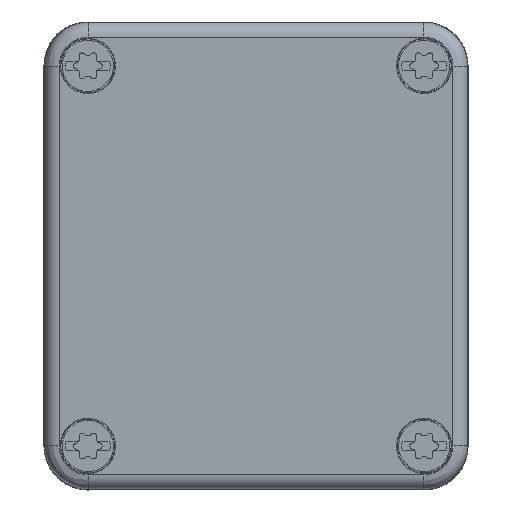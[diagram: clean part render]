
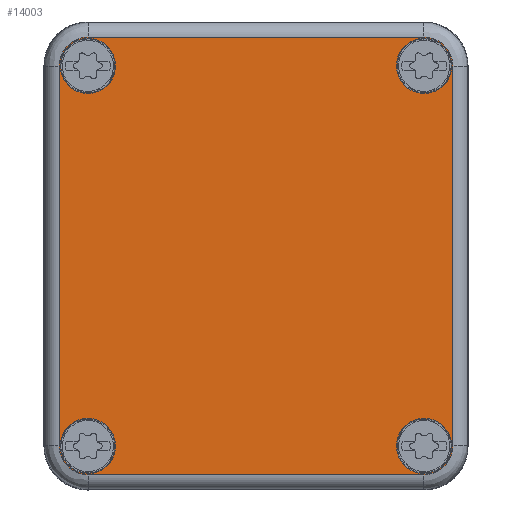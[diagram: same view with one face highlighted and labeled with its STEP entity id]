
A CAD part, top view. The second image highlights one B-rep face of the part: STEP entity #14003.
In plain terms, the highlighted planar face has unit normal (0, 0, 1).
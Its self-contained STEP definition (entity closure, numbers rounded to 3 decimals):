
#13899=AXIS2_PLACEMENT_3D('Plane Axis2P3D',#13896,#13897,#13898) ;
#13933=AXIS2_PLACEMENT_3D('Circle Axis2P3D',#13931,#13932,$) ;
#13942=AXIS2_PLACEMENT_3D('Circle Axis2P3D',#13940,#13941,$) ;
#13951=AXIS2_PLACEMENT_3D('Circle Axis2P3D',#13949,#13950,$) ;
#13960=AXIS2_PLACEMENT_3D('Circle Axis2P3D',#13958,#13959,$) ;
#13969=AXIS2_PLACEMENT_3D('Circle Axis2P3D',#13967,#13968,$) ;
#13978=AXIS2_PLACEMENT_3D('Circle Axis2P3D',#13976,#13977,$) ;
#13987=AXIS2_PLACEMENT_3D('Circle Axis2P3D',#13985,#13986,$) ;
#13996=AXIS2_PLACEMENT_3D('Circle Axis2P3D',#13994,#13995,$) ;
#13259=CARTESIAN_POINT('Vertex',(51.93,2.07,34.)) ;
#13272=CARTESIAN_POINT('Vertex',(55.93,6.07,34.)) ;
#13276=CARTESIAN_POINT('Control Point',(55.93,6.07,34.)) ;
#13277=CARTESIAN_POINT('Control Point',(55.93,5.185,34.)) ;
#13278=CARTESIAN_POINT('Control Point',(55.686,4.301,34.)) ;
#13279=CARTESIAN_POINT('Control Point',(55.196,3.507,34.)) ;
#13280=CARTESIAN_POINT('Control Point',(54.228,2.633,34.)) ;
#13281=CARTESIAN_POINT('Control Point',(53.04,2.2,34.)) ;
#13282=CARTESIAN_POINT('Control Point',(52.675,2.113,34.)) ;
#13283=CARTESIAN_POINT('Control Point',(52.303,2.07,34.)) ;
#13284=CARTESIAN_POINT('Control Point',(51.93,2.07,34.)) ;
#13386=CARTESIAN_POINT('Vertex',(2.07,6.07,34.)) ;
#13399=CARTESIAN_POINT('Vertex',(6.07,2.07,34.)) ;
#13403=CARTESIAN_POINT('Control Point',(6.07,2.07,34.)) ;
#13404=CARTESIAN_POINT('Control Point',(5.185,2.07,34.)) ;
#13405=CARTESIAN_POINT('Control Point',(4.301,2.314,34.)) ;
#13406=CARTESIAN_POINT('Control Point',(3.507,2.804,34.)) ;
#13407=CARTESIAN_POINT('Control Point',(2.633,3.772,34.)) ;
#13408=CARTESIAN_POINT('Control Point',(2.2,4.96,34.)) ;
#13409=CARTESIAN_POINT('Control Point',(2.113,5.325,34.)) ;
#13410=CARTESIAN_POINT('Control Point',(2.07,5.697,34.)) ;
#13411=CARTESIAN_POINT('Control Point',(2.07,6.07,34.)) ;
#13513=CARTESIAN_POINT('Vertex',(6.07,61.93,34.)) ;
#13526=CARTESIAN_POINT('Vertex',(2.07,57.93,34.)) ;
#13530=CARTESIAN_POINT('Control Point',(2.07,57.93,34.)) ;
#13531=CARTESIAN_POINT('Control Point',(2.07,58.815,34.)) ;
#13532=CARTESIAN_POINT('Control Point',(2.314,59.699,34.)) ;
#13533=CARTESIAN_POINT('Control Point',(2.804,60.493,34.)) ;
#13534=CARTESIAN_POINT('Control Point',(3.772,61.367,34.)) ;
#13535=CARTESIAN_POINT('Control Point',(4.96,61.8,34.)) ;
#13536=CARTESIAN_POINT('Control Point',(5.325,61.887,34.)) ;
#13537=CARTESIAN_POINT('Control Point',(5.697,61.93,34.)) ;
#13538=CARTESIAN_POINT('Control Point',(6.07,61.93,34.)) ;
#13640=CARTESIAN_POINT('Vertex',(55.93,57.93,34.)) ;
#13653=CARTESIAN_POINT('Vertex',(51.93,61.93,34.)) ;
#13657=CARTESIAN_POINT('Control Point',(51.93,61.93,34.)) ;
#13658=CARTESIAN_POINT('Control Point',(52.815,61.93,34.)) ;
#13659=CARTESIAN_POINT('Control Point',(53.699,61.686,34.)) ;
#13660=CARTESIAN_POINT('Control Point',(54.493,61.196,34.)) ;
#13661=CARTESIAN_POINT('Control Point',(55.367,60.228,34.)) ;
#13662=CARTESIAN_POINT('Control Point',(55.8,59.04,34.)) ;
#13663=CARTESIAN_POINT('Control Point',(55.887,58.675,34.)) ;
#13664=CARTESIAN_POINT('Control Point',(55.93,58.303,34.)) ;
#13665=CARTESIAN_POINT('Control Point',(55.93,57.93,34.)) ;
#13896=CARTESIAN_POINT('Axis2P3D Location',(29.,32.,34.)) ;
#13901=CARTESIAN_POINT('Line Origine',(29.,2.07,34.)) ;
#13906=CARTESIAN_POINT('Line Origine',(55.93,32.,34.)) ;
#13911=CARTESIAN_POINT('Line Origine',(29.,61.93,34.)) ;
#13916=CARTESIAN_POINT('Line Origine',(2.07,32.,34.)) ;
#13931=CARTESIAN_POINT('Axis2P3D Location',(52.,58.,34.)) ;
#13935=CARTESIAN_POINT('Vertex',(50.187,54.682,34.)) ;
#13937=CARTESIAN_POINT('Vertex',(53.813,61.318,34.)) ;
#13940=CARTESIAN_POINT('Axis2P3D Location',(52.,58.,34.)) ;
#13949=CARTESIAN_POINT('Axis2P3D Location',(52.,6.,34.)) ;
#13953=CARTESIAN_POINT('Vertex',(53.813,9.318,34.)) ;
#13955=CARTESIAN_POINT('Vertex',(50.187,2.682,34.)) ;
#13958=CARTESIAN_POINT('Axis2P3D Location',(52.,6.,34.)) ;
#13967=CARTESIAN_POINT('Axis2P3D Location',(6.,58.,34.)) ;
#13971=CARTESIAN_POINT('Vertex',(7.813,61.318,34.)) ;
#13973=CARTESIAN_POINT('Vertex',(4.187,54.682,34.)) ;
#13976=CARTESIAN_POINT('Axis2P3D Location',(6.,58.,34.)) ;
#13985=CARTESIAN_POINT('Axis2P3D Location',(6.,6.,34.)) ;
#13989=CARTESIAN_POINT('Vertex',(7.813,9.318,34.)) ;
#13991=CARTESIAN_POINT('Vertex',(4.187,2.682,34.)) ;
#13994=CARTESIAN_POINT('Axis2P3D Location',(6.,6.,34.)) ;
#13897=DIRECTION('Axis2P3D Direction',(0.,0.,1.)) ;
#13898=DIRECTION('Axis2P3D XDirection',(1.,0.,0.)) ;
#13902=DIRECTION('Vector Direction',(1.,0.,0.)) ;
#13907=DIRECTION('Vector Direction',(0.,-1.,0.)) ;
#13912=DIRECTION('Vector Direction',(1.,0.,0.)) ;
#13917=DIRECTION('Vector Direction',(0.,-1.,0.)) ;
#13932=DIRECTION('Axis2P3D Direction',(0.,0.,1.)) ;
#13941=DIRECTION('Axis2P3D Direction',(0.,0.,1.)) ;
#13950=DIRECTION('Axis2P3D Direction',(0.,0.,1.)) ;
#13959=DIRECTION('Axis2P3D Direction',(0.,0.,1.)) ;
#13968=DIRECTION('Axis2P3D Direction',(0.,0.,1.)) ;
#13977=DIRECTION('Axis2P3D Direction',(0.,0.,1.)) ;
#13986=DIRECTION('Axis2P3D Direction',(0.,0.,1.)) ;
#13995=DIRECTION('Axis2P3D Direction',(0.,0.,1.)) ;
#13903=VECTOR('Line Direction',#13902,1.) ;
#13908=VECTOR('Line Direction',#13907,1.) ;
#13913=VECTOR('Line Direction',#13912,1.) ;
#13918=VECTOR('Line Direction',#13917,1.) ;
#13922=ORIENTED_EDGE('',*,*,#13905,.T.) ;
#13923=ORIENTED_EDGE('',*,*,#13285,.T.) ;
#13924=ORIENTED_EDGE('',*,*,#13910,.T.) ;
#13925=ORIENTED_EDGE('',*,*,#13666,.T.) ;
#13926=ORIENTED_EDGE('',*,*,#13915,.T.) ;
#13927=ORIENTED_EDGE('',*,*,#13539,.T.) ;
#13928=ORIENTED_EDGE('',*,*,#13920,.T.) ;
#13929=ORIENTED_EDGE('',*,*,#13412,.T.) ;
#13946=ORIENTED_EDGE('',*,*,#13939,.T.) ;
#13947=ORIENTED_EDGE('',*,*,#13944,.T.) ;
#13964=ORIENTED_EDGE('',*,*,#13957,.T.) ;
#13965=ORIENTED_EDGE('',*,*,#13962,.T.) ;
#13982=ORIENTED_EDGE('',*,*,#13975,.T.) ;
#13983=ORIENTED_EDGE('',*,*,#13980,.T.) ;
#14000=ORIENTED_EDGE('',*,*,#13993,.T.) ;
#14001=ORIENTED_EDGE('',*,*,#13998,.T.) ;
#13948=FACE_BOUND('',#13945,.T.) ;
#13966=FACE_BOUND('',#13963,.T.) ;
#13984=FACE_BOUND('',#13981,.T.) ;
#14002=FACE_BOUND('',#13999,.T.) ;
#14003=ADVANCED_FACE('Cover',(#13930,#13948,#13966,#13984,#14002),#13900,.T.) ;
#13275=B_SPLINE_CURVE_WITH_KNOTS('',5,(#13276,#13277,#13278,#13279,#13280,#13281,#13282,#13283,#13284),.UNSPECIFIED.,.F.,.U.,(6,3,6),(16.995,22.881,25.357),.UNSPECIFIED.) ;
#13402=B_SPLINE_CURVE_WITH_KNOTS('',5,(#13403,#13404,#13405,#13406,#13407,#13408,#13409,#13410,#13411),.UNSPECIFIED.,.F.,.U.,(6,3,6),(16.995,22.881,25.357),.UNSPECIFIED.) ;
#13529=B_SPLINE_CURVE_WITH_KNOTS('',5,(#13530,#13531,#13532,#13533,#13534,#13535,#13536,#13537,#13538),.UNSPECIFIED.,.F.,.U.,(6,3,6),(16.995,22.881,25.357),.UNSPECIFIED.) ;
#13656=B_SPLINE_CURVE_WITH_KNOTS('',5,(#13657,#13658,#13659,#13660,#13661,#13662,#13663,#13664,#13665),.UNSPECIFIED.,.F.,.U.,(6,3,6),(16.995,22.881,25.357),.UNSPECIFIED.) ;
#13934=CIRCLE('generated circle',#13933,3.781) ;
#13943=CIRCLE('generated circle',#13942,3.781) ;
#13952=CIRCLE('generated circle',#13951,3.781) ;
#13961=CIRCLE('generated circle',#13960,3.781) ;
#13970=CIRCLE('generated circle',#13969,3.781) ;
#13979=CIRCLE('generated circle',#13978,3.781) ;
#13988=CIRCLE('generated circle',#13987,3.781) ;
#13997=CIRCLE('generated circle',#13996,3.781) ;
#13285=EDGE_CURVE('',#13260,#13273,#13275,.F.) ;
#13412=EDGE_CURVE('',#13387,#13400,#13402,.F.) ;
#13539=EDGE_CURVE('',#13514,#13527,#13529,.F.) ;
#13666=EDGE_CURVE('',#13641,#13654,#13656,.F.) ;
#13905=EDGE_CURVE('',#13400,#13260,#13904,.T.) ;
#13910=EDGE_CURVE('',#13273,#13641,#13909,.F.) ;
#13915=EDGE_CURVE('',#13654,#13514,#13914,.F.) ;
#13920=EDGE_CURVE('',#13527,#13387,#13919,.T.) ;
#13939=EDGE_CURVE('',#13936,#13938,#13934,.F.) ;
#13944=EDGE_CURVE('',#13938,#13936,#13943,.F.) ;
#13957=EDGE_CURVE('',#13954,#13956,#13952,.F.) ;
#13962=EDGE_CURVE('',#13956,#13954,#13961,.F.) ;
#13975=EDGE_CURVE('',#13972,#13974,#13970,.F.) ;
#13980=EDGE_CURVE('',#13974,#13972,#13979,.F.) ;
#13993=EDGE_CURVE('',#13990,#13992,#13988,.F.) ;
#13998=EDGE_CURVE('',#13992,#13990,#13997,.F.) ;
#13921=EDGE_LOOP('',(#13922,#13923,#13924,#13925,#13926,#13927,#13928,#13929)) ;
#13945=EDGE_LOOP('',(#13946,#13947)) ;
#13963=EDGE_LOOP('',(#13964,#13965)) ;
#13981=EDGE_LOOP('',(#13982,#13983)) ;
#13999=EDGE_LOOP('',(#14000,#14001)) ;
#13930=FACE_OUTER_BOUND('',#13921,.T.) ;
#13904=LINE('Line',#13901,#13903) ;
#13909=LINE('Line',#13906,#13908) ;
#13914=LINE('Line',#13911,#13913) ;
#13919=LINE('Line',#13916,#13918) ;
#13900=PLANE('',#13899) ;
#13260=VERTEX_POINT('',#13259) ;
#13273=VERTEX_POINT('',#13272) ;
#13387=VERTEX_POINT('',#13386) ;
#13400=VERTEX_POINT('',#13399) ;
#13514=VERTEX_POINT('',#13513) ;
#13527=VERTEX_POINT('',#13526) ;
#13641=VERTEX_POINT('',#13640) ;
#13654=VERTEX_POINT('',#13653) ;
#13936=VERTEX_POINT('',#13935) ;
#13938=VERTEX_POINT('',#13937) ;
#13954=VERTEX_POINT('',#13953) ;
#13956=VERTEX_POINT('',#13955) ;
#13972=VERTEX_POINT('',#13971) ;
#13974=VERTEX_POINT('',#13973) ;
#13990=VERTEX_POINT('',#13989) ;
#13992=VERTEX_POINT('',#13991) ;
